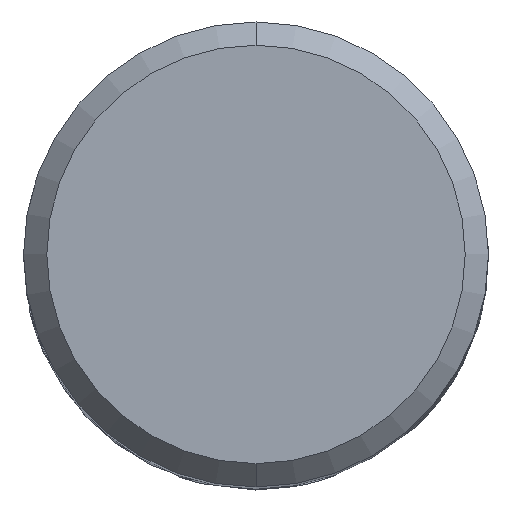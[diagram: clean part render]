
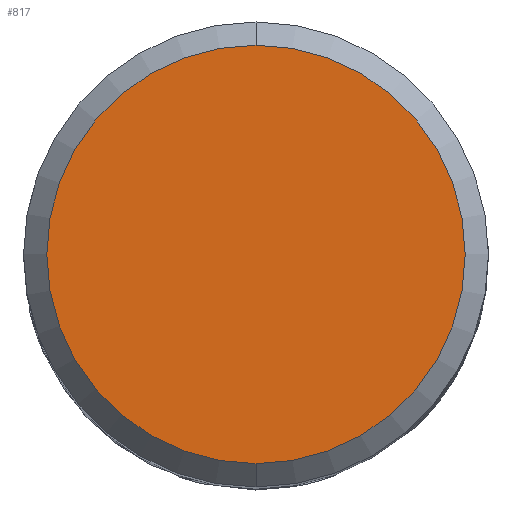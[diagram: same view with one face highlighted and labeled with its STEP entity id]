
A CAD part, top view. The second image highlights one B-rep face of the part: STEP entity #817.
In plain terms, the highlighted planar face has unit normal (0, 0, 1).
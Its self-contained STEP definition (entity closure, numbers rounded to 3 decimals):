
#573=VERTEX_POINT('',#1607);
#703=EDGE_CURVE('',#573,#1437,#1756,.T.);
#817=ADVANCED_FACE('',(#1881),#1882,.T.);
#1437=VERTEX_POINT('',#2553);
#1485=EDGE_CURVE('',#1437,#573,#2603,.T.);
#1607=CARTESIAN_POINT('',(0.,-9.0,0.0));
#1756=CIRCLE('',#3837,9.0);
#1881=FACE_OUTER_BOUND('',#4709,.T.);
#1882=PLANE('',#4710);
#2553=CARTESIAN_POINT('',(0.0,9.0,0.0));
#2603=CIRCLE('',#7933,9.0);
#3837=AXIS2_PLACEMENT_3D('',#8678,#8679,#8680);
#4709=EDGE_LOOP('',(#8805,#8806));
#4710=AXIS2_PLACEMENT_3D('',#8807,#8808,#8809);
#7933=AXIS2_PLACEMENT_3D('',#9527,#9528,#9529);
#8678=CARTESIAN_POINT('',(0.0,0.0,0.0));
#8679=DIRECTION('',(0.0,0.0,-1.0));
#8680=DIRECTION('',(0.0,1.0,0.0));
#8805=ORIENTED_EDGE('',*,*,#1485,.F.);
#8806=ORIENTED_EDGE('',*,*,#703,.F.);
#8807=CARTESIAN_POINT('',(0.0,4.5,0.0));
#8808=DIRECTION('',(-0.0,0.0,1.0));
#8809=DIRECTION('',(0.0,-1.0,0.0));
#9527=CARTESIAN_POINT('',(0.0,0.0,0.0));
#9528=DIRECTION('',(0.0,0.0,-1.0));
#9529=DIRECTION('',(0.0,1.0,0.0));
